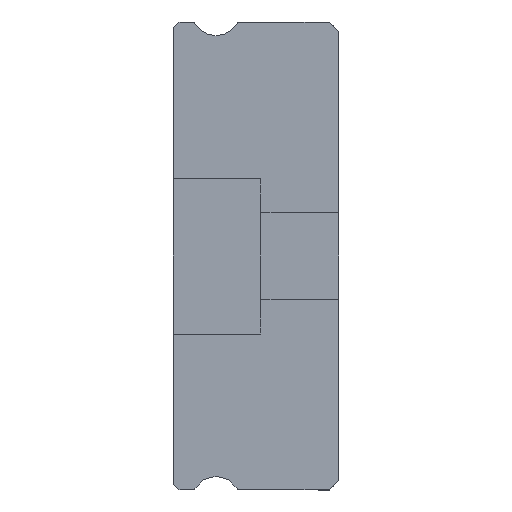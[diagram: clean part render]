
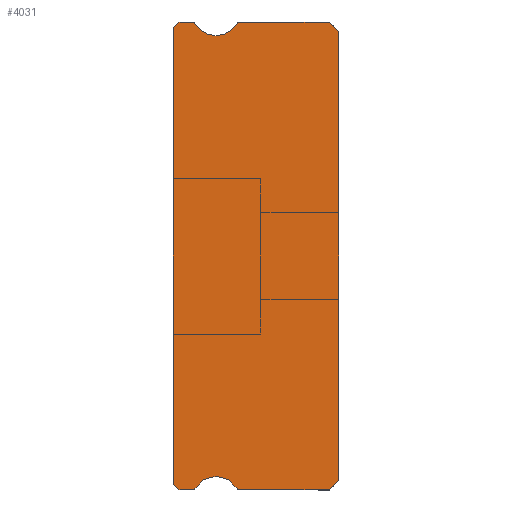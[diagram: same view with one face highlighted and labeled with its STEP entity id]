
A CAD part, left-side view. The second image highlights one B-rep face of the part: STEP entity #4031.
In plain terms, the highlighted planar face has unit normal (-1, 0, 0).
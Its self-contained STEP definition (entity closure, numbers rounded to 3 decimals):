
#31 = CIRCLE ( 'NONE', #3726, 0.15 ) ;
#105 = CIRCLE ( 'NONE', #4868, 0.15 ) ;
#148 = CARTESIAN_POINT ( 'NONE',  ( -5., 0., -11.5 ) ) ;
#166 = DIRECTION ( 'NONE',  ( -1., 0., 0. ) ) ;
#180 = VECTOR ( 'NONE', #2266, 1000. ) ;
#211 = VERTEX_POINT ( 'NONE', #8210 ) ;
#385 = LINE ( 'NONE', #3524, #180 ) ;
#387 = CARTESIAN_POINT ( 'NONE',  ( -5., 8.2, 12. ) ) ;
#432 = VERTEX_POINT ( 'NONE', #3810 ) ;
#469 = CARTESIAN_POINT ( 'NONE',  ( -5., 0., 11.5 ) ) ;
#646 = VERTEX_POINT ( 'NONE', #4900 ) ;
#764 = DIRECTION ( 'NONE',  ( 0., 0., -1. ) ) ;
#799 = DIRECTION ( 'NONE',  ( 1., 0., 0. ) ) ;
#882 = ORIENTED_EDGE ( 'NONE', *, *, #7265, .F. ) ;
#891 = CIRCLE ( 'NONE', #4429, 0.15 ) ;
#971 = CARTESIAN_POINT ( 'NONE',  ( -5., 8.2, -12. ) ) ;
#1018 = LINE ( 'NONE', #971, #2813 ) ;
#1036 = ORIENTED_EDGE ( 'NONE', *, *, #3359, .T. ) ;
#1108 = LINE ( 'NONE', #469, #5926 ) ;
#1135 = AXIS2_PLACEMENT_3D ( 'NONE', #2414, #8350, #6925 ) ;
#1163 = ORIENTED_EDGE ( 'NONE', *, *, #2093, .F. ) ;
#1192 = DIRECTION ( 'NONE',  ( 0., 0., -1. ) ) ;
#1248 = EDGE_CURVE ( 'NONE', #2960, #5566, #31, .T. ) ;
#1370 = ORIENTED_EDGE ( 'NONE', *, *, #4009, .F. ) ;
#1446 = CARTESIAN_POINT ( 'NONE',  ( -5., 7.512, 11.85 ) ) ;
#1510 = CARTESIAN_POINT ( 'NONE',  ( -5., 8.5, 11.7 ) ) ;
#1516 = ORIENTED_EDGE ( 'NONE', *, *, #1248, .F. ) ;
#1837 = VECTOR ( 'NONE', #8243, 1000. ) ;
#1906 = VECTOR ( 'NONE', #6307, 1000. ) ;
#1983 = ORIENTED_EDGE ( 'NONE', *, *, #6626, .F. ) ;
#2018 = EDGE_CURVE ( 'NONE', #432, #6077, #385, .T. ) ;
#2062 = VERTEX_POINT ( 'NONE', #8240 ) ;
#2093 = EDGE_CURVE ( 'NONE', #4420, #5270, #3566, .T. ) ;
#2116 = FACE_OUTER_BOUND ( 'NONE', #3318, .T. ) ;
#2266 = DIRECTION ( 'NONE',  ( 0., -0.707, -0.707 ) ) ;
#2301 = VERTEX_POINT ( 'NONE', #6344 ) ;
#2306 = LINE ( 'NONE', #7467, #1837 ) ;
#2378 = EDGE_CURVE ( 'NONE', #646, #2301, #2916, .T. ) ;
#2391 = CARTESIAN_POINT ( 'NONE',  ( -5., 0., -11.5 ) ) ;
#2414 = CARTESIAN_POINT ( 'NONE',  ( -5., 6.3, -12.55 ) ) ;
#2447 = DIRECTION ( 'NONE',  ( 1., 0., 0. ) ) ;
#2487 = CARTESIAN_POINT ( 'NONE',  ( -5., 7.512, -12. ) ) ;
#2589 = CARTESIAN_POINT ( 'NONE',  ( -5., 0., 11.5 ) ) ;
#2671 = LINE ( 'NONE', #5262, #5993 ) ;
#2765 = AXIS2_PLACEMENT_3D ( 'NONE', #1446, #799, #764 ) ;
#2805 = ORIENTED_EDGE ( 'NONE', *, *, #8010, .T. ) ;
#2813 = VECTOR ( 'NONE', #8189, 1000. ) ;
#2887 = CARTESIAN_POINT ( 'NONE',  ( -5., 7.512, 12. ) ) ;
#2916 = CIRCLE ( 'NONE', #5760, 1.25 ) ;
#2951 = VERTEX_POINT ( 'NONE', #3742 ) ;
#2960 = VERTEX_POINT ( 'NONE', #3666 ) ;
#3090 = CARTESIAN_POINT ( 'NONE',  ( -5., 8.2, -12. ) ) ;
#3124 = ORIENTED_EDGE ( 'NONE', *, *, #4568, .T. ) ;
#3318 = EDGE_LOOP ( 'NONE', ( #5479, #7777, #4855, #1983, #6128, #5074, #882, #1163, #1036, #3904, #6541, #1516, #7599, #5351, #1370, #2805, #3124 ) ) ;
#3359 = EDGE_CURVE ( 'NONE', #4420, #6077, #1108, .T. ) ;
#3390 = EDGE_CURVE ( 'NONE', #5566, #432, #2306, .T. ) ;
#3391 = VERTEX_POINT ( 'NONE', #387 ) ;
#3524 = CARTESIAN_POINT ( 'NONE',  ( -5., 0.5, 12. ) ) ;
#3566 = LINE ( 'NONE', #2391, #7828 ) ;
#3666 = CARTESIAN_POINT ( 'NONE',  ( -5., 5.217, 11.925 ) ) ;
#3726 = AXIS2_PLACEMENT_3D ( 'NONE', #3820, #2447, #6352 ) ;
#3742 = CARTESIAN_POINT ( 'NONE',  ( -5., 7.383, -11.925 ) ) ;
#3810 = CARTESIAN_POINT ( 'NONE',  ( -5., 0.5, 12. ) ) ;
#3820 = CARTESIAN_POINT ( 'NONE',  ( -5., 5.088, 11.85 ) ) ;
#3898 = DIRECTION ( 'NONE',  ( -1., 0., 0. ) ) ;
#3904 = ORIENTED_EDGE ( 'NONE', *, *, #2018, .F. ) ;
#3907 = VECTOR ( 'NONE', #6122, 1000. ) ;
#4009 = EDGE_CURVE ( 'NONE', #5289, #646, #8089, .T. ) ;
#4031 = ADVANCED_FACE ( 'NONE', ( #2116 ), #5401, .F. ) ;
#4037 = DIRECTION ( 'NONE',  ( 0., 0., -1. ) ) ;
#4063 = DIRECTION ( 'NONE',  ( 0., 0., -1. ) ) ;
#4299 = EDGE_CURVE ( 'NONE', #2062, #2951, #4808, .T. ) ;
#4404 = AXIS2_PLACEMENT_3D ( 'NONE', #5955, #7353, #7236 ) ;
#4420 = VERTEX_POINT ( 'NONE', #148 ) ;
#4429 = AXIS2_PLACEMENT_3D ( 'NONE', #7183, #4670, #4037 ) ;
#4477 = VECTOR ( 'NONE', #8113, 1000. ) ;
#4487 = VECTOR ( 'NONE', #6707, 1000. ) ;
#4568 = EDGE_CURVE ( 'NONE', #3391, #211, #5391, .T. ) ;
#4670 = DIRECTION ( 'NONE',  ( 1., 0., 0. ) ) ;
#4751 = EDGE_CURVE ( 'NONE', #2301, #2960, #8040, .T. ) ;
#4808 = CIRCLE ( 'NONE', #1135, 1.25 ) ;
#4855 = ORIENTED_EDGE ( 'NONE', *, *, #8156, .T. ) ;
#4868 = AXIS2_PLACEMENT_3D ( 'NONE', #7110, #7028, #1192 ) ;
#4900 = CARTESIAN_POINT ( 'NONE',  ( -5., 7.383, 11.925 ) ) ;
#4964 = CARTESIAN_POINT ( 'NONE',  ( -5., 0.5, -12. ) ) ;
#4968 = EDGE_CURVE ( 'NONE', #7837, #211, #6289, .T. ) ;
#4973 = CARTESIAN_POINT ( 'NONE',  ( -5., 7.512, -12. ) ) ;
#5043 = CARTESIAN_POINT ( 'NONE',  ( -5., 8.5, -11.7 ) ) ;
#5065 = EDGE_CURVE ( 'NONE', #7606, #2062, #105, .T. ) ;
#5074 = ORIENTED_EDGE ( 'NONE', *, *, #5065, .F. ) ;
#5246 = DIRECTION ( 'NONE',  ( 0., 0., -1. ) ) ;
#5262 = CARTESIAN_POINT ( 'NONE',  ( -5., 8.2, 12. ) ) ;
#5270 = VERTEX_POINT ( 'NONE', #4964 ) ;
#5289 = VERTEX_POINT ( 'NONE', #2887 ) ;
#5351 = ORIENTED_EDGE ( 'NONE', *, *, #2378, .F. ) ;
#5391 = LINE ( 'NONE', #1510, #4487 ) ;
#5401 = PLANE ( 'NONE',  #2765 ) ;
#5428 = VERTEX_POINT ( 'NONE', #6451 ) ;
#5479 = ORIENTED_EDGE ( 'NONE', *, *, #4968, .F. ) ;
#5566 = VERTEX_POINT ( 'NONE', #6536 ) ;
#5580 = DIRECTION ( 'NONE',  ( 0., 0., 1. ) ) ;
#5760 = AXIS2_PLACEMENT_3D ( 'NONE', #5879, #166, #4063 ) ;
#5879 = CARTESIAN_POINT ( 'NONE',  ( -5., 6.3, 12.55 ) ) ;
#5926 = VECTOR ( 'NONE', #5580, 1000. ) ;
#5955 = CARTESIAN_POINT ( 'NONE',  ( -5., 7.512, 11.85 ) ) ;
#5993 = VECTOR ( 'NONE', #7886, 1000. ) ;
#6077 = VERTEX_POINT ( 'NONE', #2589 ) ;
#6122 = DIRECTION ( 'NONE',  ( 0., 1., 0. ) ) ;
#6128 = ORIENTED_EDGE ( 'NONE', *, *, #4299, .F. ) ;
#6210 = CARTESIAN_POINT ( 'NONE',  ( -5., 8.5, 11.85 ) ) ;
#6289 = LINE ( 'NONE', #6210, #4477 ) ;
#6307 = DIRECTION ( 'NONE',  ( 0., -1., 0. ) ) ;
#6344 = CARTESIAN_POINT ( 'NONE',  ( -5., 6.3, 11.3 ) ) ;
#6352 = DIRECTION ( 'NONE',  ( 0., 0., -1. ) ) ;
#6451 = CARTESIAN_POINT ( 'NONE',  ( -5., 7.512, -12. ) ) ;
#6536 = CARTESIAN_POINT ( 'NONE',  ( -5., 5.088, 12. ) ) ;
#6541 = ORIENTED_EDGE ( 'NONE', *, *, #3390, .F. ) ;
#6626 = EDGE_CURVE ( 'NONE', #2951, #5428, #891, .T. ) ;
#6707 = DIRECTION ( 'NONE',  ( 0., 0.707, -0.707 ) ) ;
#6782 = AXIS2_PLACEMENT_3D ( 'NONE', #7771, #3898, #5246 ) ;
#6925 = DIRECTION ( 'NONE',  ( 0., 0., -1. ) ) ;
#7028 = DIRECTION ( 'NONE',  ( 1., 0., 0. ) ) ;
#7110 = CARTESIAN_POINT ( 'NONE',  ( -5., 5.088, -11.85 ) ) ;
#7183 = CARTESIAN_POINT ( 'NONE',  ( -5., 7.512, -11.85 ) ) ;
#7236 = DIRECTION ( 'NONE',  ( 0., 0., -1. ) ) ;
#7256 = EDGE_CURVE ( 'NONE', #7837, #8170, #1018, .T. ) ;
#7265 = EDGE_CURVE ( 'NONE', #5270, #7606, #8229, .T. ) ;
#7353 = DIRECTION ( 'NONE',  ( 1., 0., 0. ) ) ;
#7467 = CARTESIAN_POINT ( 'NONE',  ( -5., 7.512, 12. ) ) ;
#7599 = ORIENTED_EDGE ( 'NONE', *, *, #4751, .F. ) ;
#7601 = LINE ( 'NONE', #2487, #1906 ) ;
#7606 = VERTEX_POINT ( 'NONE', #8099 ) ;
#7771 = CARTESIAN_POINT ( 'NONE',  ( -5., 6.3, 12.55 ) ) ;
#7777 = ORIENTED_EDGE ( 'NONE', *, *, #7256, .T. ) ;
#7828 = VECTOR ( 'NONE', #8160, 1000. ) ;
#7837 = VERTEX_POINT ( 'NONE', #5043 ) ;
#7886 = DIRECTION ( 'NONE',  ( 0., 1., 0. ) ) ;
#8010 = EDGE_CURVE ( 'NONE', #5289, #3391, #2671, .T. ) ;
#8040 = CIRCLE ( 'NONE', #6782, 1.25 ) ;
#8089 = CIRCLE ( 'NONE', #4404, 0.15 ) ;
#8099 = CARTESIAN_POINT ( 'NONE',  ( -5., 5.088, -12. ) ) ;
#8113 = DIRECTION ( 'NONE',  ( 0., 0., 1. ) ) ;
#8156 = EDGE_CURVE ( 'NONE', #8170, #5428, #7601, .T. ) ;
#8160 = DIRECTION ( 'NONE',  ( 0., 0.707, -0.707 ) ) ;
#8170 = VERTEX_POINT ( 'NONE', #3090 ) ;
#8189 = DIRECTION ( 'NONE',  ( 0., -0.707, -0.707 ) ) ;
#8210 = CARTESIAN_POINT ( 'NONE',  ( -5., 8.5, 11.7 ) ) ;
#8229 = LINE ( 'NONE', #4973, #3907 ) ;
#8240 = CARTESIAN_POINT ( 'NONE',  ( -5., 5.217, -11.925 ) ) ;
#8243 = DIRECTION ( 'NONE',  ( 0., -1., 0. ) ) ;
#8350 = DIRECTION ( 'NONE',  ( -1., 0., 0. ) ) ;
